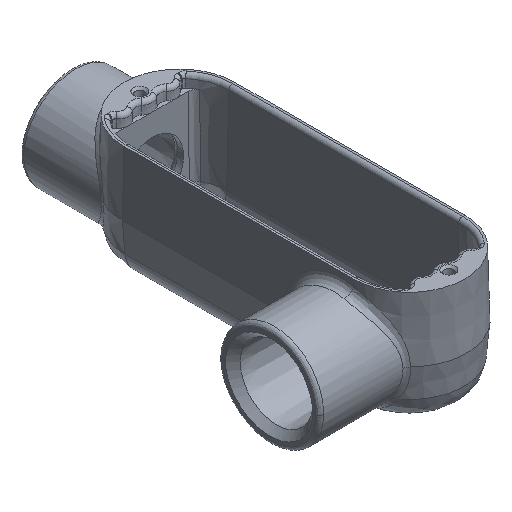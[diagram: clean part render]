
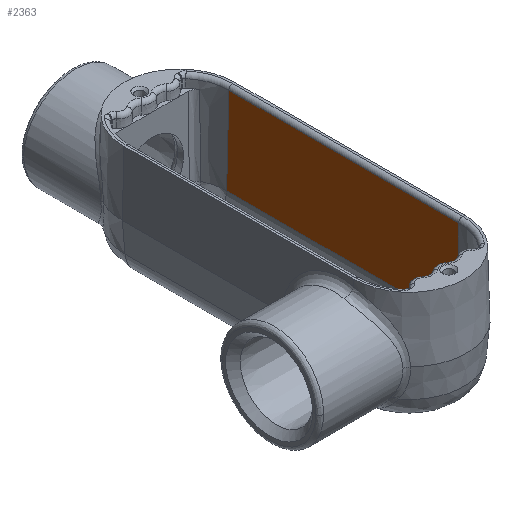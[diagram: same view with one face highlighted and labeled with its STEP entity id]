
A CAD part, isometric view. The second image highlights one B-rep face of the part: STEP entity #2363.
In plain terms, the highlighted planar face has unit normal (-1, 0, 0.026).
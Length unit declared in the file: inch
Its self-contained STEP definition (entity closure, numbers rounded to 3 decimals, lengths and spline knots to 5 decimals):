
#310=FACE_OUTER_BOUND('',#474,.T.);
#474=EDGE_LOOP('',(#1793,#1794,#1795,#1796));
#622=LINE('',#4091,#727);
#624=LINE('',#4283,#729);
#655=LINE('',#6292,#760);
#656=LINE('',#6293,#761);
#727=VECTOR('',#2923,1.35562);
#729=VECTOR('',#2933,1.35562);
#760=VECTOR('',#3128,3.625);
#761=VECTOR('',#3129,3.625);
#1012=VERTEX_POINT('',#3656);
#1021=VERTEX_POINT('',#4053);
#1027=VERTEX_POINT('',#4089);
#1034=VERTEX_POINT('',#4282);
#1258=EDGE_CURVE('',#1021,#1027,#622,.T.);
#1267=EDGE_CURVE('',#1012,#1034,#624,.T.);
#1385=EDGE_CURVE('',#1027,#1034,#655,.F.);
#1386=EDGE_CURVE('',#1021,#1012,#656,.F.);
#1793=ORIENTED_EDGE('',*,*,#1258,.T.);
#1794=ORIENTED_EDGE('',*,*,#1385,.T.);
#1795=ORIENTED_EDGE('',*,*,#1267,.F.);
#1796=ORIENTED_EDGE('',*,*,#1386,.F.);
#2306=PLANE('',#2633);
#2363=ADVANCED_FACE('',(#310),#2306,.T.);
#2633=AXIS2_PLACEMENT_3D('',#6291,#3126,#3127);
#2923=DIRECTION('',(0.026,0.,1.));
#2933=DIRECTION('',(0.026,0.,1.));
#3126=DIRECTION('center_axis',(-1.,0.,0.026));
#3127=DIRECTION('ref_axis',(0.026,0.,1.));
#3128=DIRECTION('',(0.,-1.,0.));
#3129=DIRECTION('',(0.,-1.,0.));
#3656=CARTESIAN_POINT('',(0.74417,4.0625,-1.41602));
#4053=CARTESIAN_POINT('',(0.74417,0.4375,-1.41602));
#4089=CARTESIAN_POINT('',(0.77966,0.4375,-0.06086));
#4091=CARTESIAN_POINT('',(0.74417,0.4375,-1.41602));
#4282=CARTESIAN_POINT('',(0.77966,4.0625,-0.06086));
#4283=CARTESIAN_POINT('',(0.74417,4.0625,-1.41602));
#6291=CARTESIAN_POINT('Origin',(0.78125,4.0625,0.));
#6292=CARTESIAN_POINT('',(0.77966,4.0625,-0.06086));
#6293=CARTESIAN_POINT('',(0.74417,4.0625,-1.41602));
